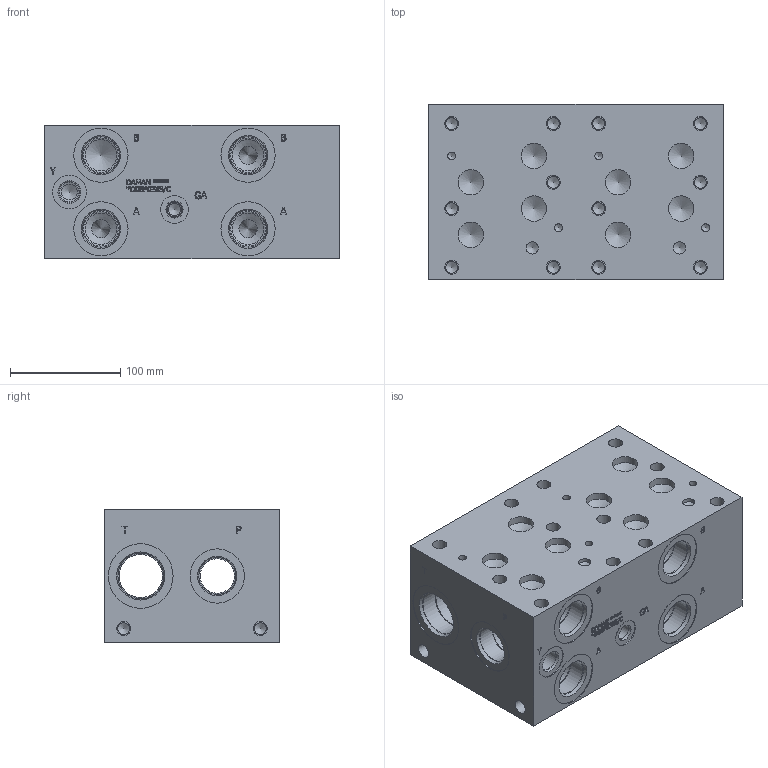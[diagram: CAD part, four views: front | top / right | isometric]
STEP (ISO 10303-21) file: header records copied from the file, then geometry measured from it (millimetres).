
FILE_DESCRIPTION(/* description */ (''),/* implementation_level */ '2;1');
FILE_NAME(/* name */ '_D08P025S_C.stp',/* time_stamp */ '2020-04-15T16:45:50-04:00',/* author */ ('devonn'),/* organization */ (''),/* preprocessor_version */ 'ST-DEVELOPER v17',/* originating_system */ 'Autodesk Inventor 2019',/* authorisation */ '');
FILE_SCHEMA (('AUTOMOTIVE_DESIGN { 1 0 10303 214 3 1 1 }'));
Length unit declared in the file: millimetre
Products named in the file (1): Part_DD08P025S~C_3D
Bounding box: 266.7 x 158.75 x 120.65 mm (x, y, z)
Volume: 4325501.2 mm3; surface area: 289226.9 mm2
Topology: 1 solids, 1 shells, 730 faces, 1984 edges, 1343 vertices
Faces by surface type: plane 376, bspline 181, cylinder 100, cone 73
Full cylindrical faces by diameter (mm): 7.137 x4, 10.719 x17, 11.113 x1, 11.125 x1, 12.7 x16, 12.9 x1, 14.275 x1, 14.3 x2, 14.529 x1, 15.9 x1, 17.501 x1, 19.05 x1, 19.253 x1, 20.62 x1, 22.23 x1, 22.54 x1, 23.012 x7, 23.017 x1, 25.019 x1, 28.575 x4, 30.16 x1, 30.632 x1, 31.267 x5, 33.34 x2, 33.35 x4, 33.757 x6, 35.509 x4, 39.218 x1, 41.275 x1, 41.28 x1
Entity records: 24410 total; most frequent: CARTESIAN_POINT 6374, ORIENTED_EDGE 3894, DIRECTION 3055, EDGE_CURVE 1947, VERTEX_POINT 1343, LINE 1215, VECTOR 1215, AXIS2_PLACEMENT_3D 920
